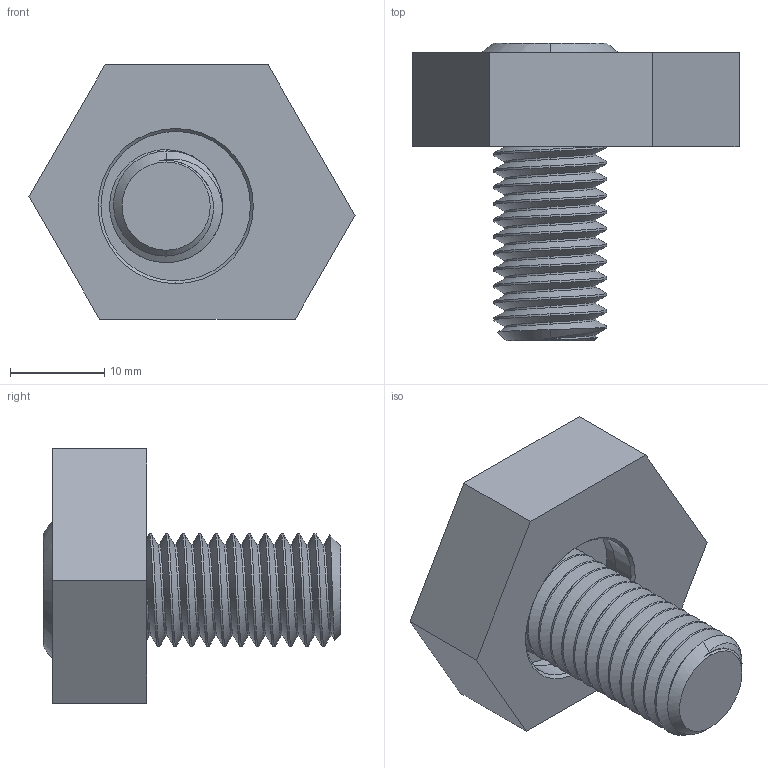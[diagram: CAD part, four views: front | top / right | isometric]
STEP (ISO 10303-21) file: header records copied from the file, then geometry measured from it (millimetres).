
FILE_DESCRIPTION (( 'STEP AP214' ), '1' );
FILE_NAME ('95110.STEP', '2023-07-05T19:41:12', ( '' ), ( '' ), 'SwSTEP 2.0', 'SolidWorks 2021', '' );
FILE_SCHEMA (( 'AUTOMOTIVE_DESIGN' ));
Length unit declared in the file: inch
Products named in the file (3): 95110; 901101_901101; 50371_50371
Assembly tree (2 placements, depth 2):
  95110
    901101_901101
    50371_50371
Bounding box: 34.64 x 31.6 x 27 mm (x, y, z)
Volume: 8415.5 mm3; surface area: 4856.7 mm2
Topology: 2 solids, 2 shells, 184 faces, 490 edges, 321 vertices
Faces by surface type: plane 67, cylinder 64, bspline 37, cone 14, sphere 2
Entity records: 9809 total; most frequent: CARTESIAN_POINT 5705, ORIENTED_EDGE 980, DIRECTION 623, EDGE_CURVE 490, VERTEX_POINT 321, VECTOR 255, LINE 255, EDGE_LOOP 197
